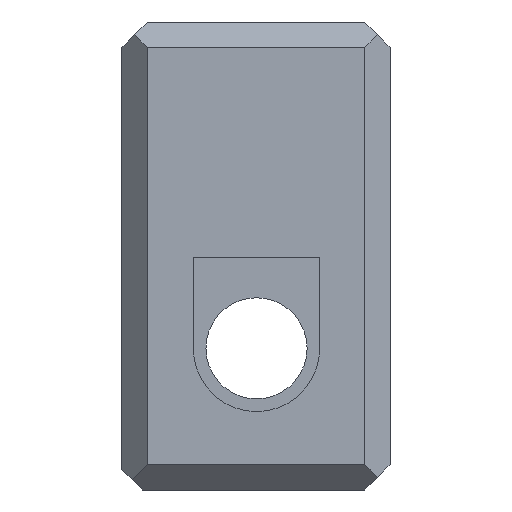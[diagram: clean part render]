
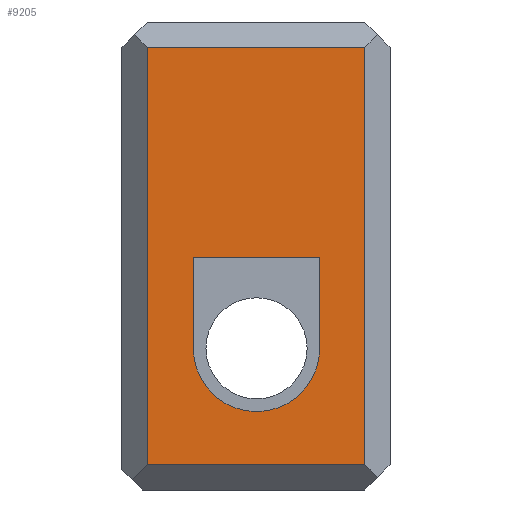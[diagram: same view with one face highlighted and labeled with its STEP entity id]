
A CAD part, front view. The second image highlights one B-rep face of the part: STEP entity #9205.
In plain terms, the highlighted planar face has unit normal (0, -1, 0).
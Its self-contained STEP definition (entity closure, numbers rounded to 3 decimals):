
#132 = VERTEX_POINT ( 'NONE', #8868 ) ;
#694 = DIRECTION ( 'NONE',  ( -1., 0., 0. ) ) ;
#1152 = ORIENTED_EDGE ( 'NONE', *, *, #2391, .T. ) ;
#1411 = CARTESIAN_POINT ( 'NONE',  ( 0., 0.15, -8. ) ) ;
#1528 = CARTESIAN_POINT ( 'NONE',  ( -9.68, 0.15, 0.2 ) ) ;
#1933 = ORIENTED_EDGE ( 'NONE', *, *, #16351, .T. ) ;
#2145 = VECTOR ( 'NONE', #16085, 1000. ) ;
#2391 = EDGE_CURVE ( 'NONE', #6525, #11681, #17934, .T. ) ;
#2407 = CARTESIAN_POINT ( 'NONE',  ( -4.68, 0.15, 0.2 ) ) ;
#2595 = DIRECTION ( 'NONE',  ( 1., 0., 0. ) ) ;
#3232 = VERTEX_POINT ( 'NONE', #19758 ) ;
#3249 = CARTESIAN_POINT ( 'NONE',  ( -2.9, 0.15, 0. ) ) ;
#4394 = LINE ( 'NONE', #9125, #21347 ) ;
#4612 = ORIENTED_EDGE ( 'NONE', *, *, #10094, .T. ) ;
#5081 = EDGE_CURVE ( 'NONE', #132, #6587, #8960, .T. ) ;
#5151 = DIRECTION ( 'NONE',  ( 0., 0., 1. ) ) ;
#5564 = DIRECTION ( 'NONE',  ( 0., 1., 0. ) ) ;
#6525 = VERTEX_POINT ( 'NONE', #24591 ) ;
#6535 = DIRECTION ( 'NONE',  ( 0., 1., 0. ) ) ;
#6587 = VERTEX_POINT ( 'NONE', #19391 ) ;
#7109 = LINE ( 'NONE', #20589, #9165 ) ;
#7212 = DIRECTION ( 'NONE',  ( 0., 0., -1. ) ) ;
#7369 = VERTEX_POINT ( 'NONE', #11235 ) ;
#8868 = CARTESIAN_POINT ( 'NONE',  ( -4.68, 0.15, -3.4 ) ) ;
#8960 = CIRCLE ( 'NONE', #10695, 2.5 ) ;
#9104 = LINE ( 'NONE', #19351, #12598 ) ;
#9112 = CARTESIAN_POINT ( 'NONE',  ( -7.18, 0.15, -3.4 ) ) ;
#9125 = CARTESIAN_POINT ( 'NONE',  ( 0., 0.15, 8.5 ) ) ;
#9165 = VECTOR ( 'NONE', #20183, 1000. ) ;
#9205 = ADVANCED_FACE ( 'NONE', ( #25202, #19045 ), #12884, .T. ) ;
#9722 = ORIENTED_EDGE ( 'NONE', *, *, #24090, .T. ) ;
#9887 = VECTOR ( 'NONE', #2595, 1000. ) ;
#10094 = EDGE_CURVE ( 'NONE', #3232, #18065, #7109, .T. ) ;
#10148 = CARTESIAN_POINT ( 'NONE',  ( -11.5, 0.15, -8. ) ) ;
#10252 = EDGE_LOOP ( 'NONE', ( #9722, #25528, #14037, #22097, #4612 ) ) ;
#10695 = AXIS2_PLACEMENT_3D ( 'NONE', #9112, #5564, #7212 ) ;
#11235 = CARTESIAN_POINT ( 'NONE',  ( -11.5, 0.15, 8.5 ) ) ;
#11681 = VERTEX_POINT ( 'NONE', #18452 ) ;
#11887 = VECTOR ( 'NONE', #5151, 1000. ) ;
#12230 = EDGE_CURVE ( 'NONE', #14079, #132, #14637, .T. ) ;
#12421 = ORIENTED_EDGE ( 'NONE', *, *, #12670, .T. ) ;
#12598 = VECTOR ( 'NONE', #17425, 1000. ) ;
#12670 = EDGE_CURVE ( 'NONE', #11681, #7369, #4394, .T. ) ;
#12884 = PLANE ( 'NONE',  #19558 ) ;
#13061 = DIRECTION ( 'NONE',  ( 0., 0., -1. ) ) ;
#14037 = ORIENTED_EDGE ( 'NONE', *, *, #5081, .T. ) ;
#14079 = VERTEX_POINT ( 'NONE', #24342 ) ;
#14637 = LINE ( 'NONE', #2407, #22749 ) ;
#15379 = DIRECTION ( 'NONE',  ( 0., 0., -1. ) ) ;
#15647 = VERTEX_POINT ( 'NONE', #10148 ) ;
#16085 = DIRECTION ( 'NONE',  ( 0., 0., -1. ) ) ;
#16351 = EDGE_CURVE ( 'NONE', #7369, #15647, #25956, .T. ) ;
#16838 = ORIENTED_EDGE ( 'NONE', *, *, #22817, .T. ) ;
#17045 = CARTESIAN_POINT ( 'NONE',  ( -7.18, 0.15, -3.4 ) ) ;
#17425 = DIRECTION ( 'NONE',  ( 1., 0., 0. ) ) ;
#17934 = LINE ( 'NONE', #3249, #11887 ) ;
#18065 = VERTEX_POINT ( 'NONE', #1528 ) ;
#18452 = CARTESIAN_POINT ( 'NONE',  ( -2.9, 0.15, 8.5 ) ) ;
#18909 = DIRECTION ( 'NONE',  ( 0., 0., -1. ) ) ;
#19045 = FACE_BOUND ( 'NONE', #10252, .T. ) ;
#19351 = CARTESIAN_POINT ( 'NONE',  ( 0.02, 0.15, 0.2 ) ) ;
#19391 = CARTESIAN_POINT ( 'NONE',  ( -7.18, 0.15, -5.9 ) ) ;
#19558 = AXIS2_PLACEMENT_3D ( 'NONE', #23164, #23582, #15379 ) ;
#19758 = CARTESIAN_POINT ( 'NONE',  ( -9.68, 0.15, -3.4 ) ) ;
#19870 = EDGE_LOOP ( 'NONE', ( #16838, #1152, #12421, #1933 ) ) ;
#20080 = LINE ( 'NONE', #1411, #9887 ) ;
#20183 = DIRECTION ( 'NONE',  ( 0., 0., 1. ) ) ;
#20589 = CARTESIAN_POINT ( 'NONE',  ( -9.68, 0.15, -0.6 ) ) ;
#21347 = VECTOR ( 'NONE', #694, 1000. ) ;
#22097 = ORIENTED_EDGE ( 'NONE', *, *, #26251, .T. ) ;
#22749 = VECTOR ( 'NONE', #18909, 1000. ) ;
#22817 = EDGE_CURVE ( 'NONE', #15647, #6525, #20080, .T. ) ;
#23164 = CARTESIAN_POINT ( 'NONE',  ( 0., 0.15, 0. ) ) ;
#23582 = DIRECTION ( 'NONE',  ( 0., -1., 0. ) ) ;
#24038 = CIRCLE ( 'NONE', #24896, 2.5 ) ;
#24090 = EDGE_CURVE ( 'NONE', #18065, #14079, #9104, .T. ) ;
#24342 = CARTESIAN_POINT ( 'NONE',  ( -4.68, 0.15, 0.2 ) ) ;
#24591 = CARTESIAN_POINT ( 'NONE',  ( -2.9, 0.15, -8. ) ) ;
#24896 = AXIS2_PLACEMENT_3D ( 'NONE', #17045, #6535, #13061 ) ;
#25202 = FACE_OUTER_BOUND ( 'NONE', #19870, .T. ) ;
#25528 = ORIENTED_EDGE ( 'NONE', *, *, #12230, .T. ) ;
#25956 = LINE ( 'NONE', #26368, #2145 ) ;
#26251 = EDGE_CURVE ( 'NONE', #6587, #3232, #24038, .T. ) ;
#26368 = CARTESIAN_POINT ( 'NONE',  ( -11.5, 0.15, 0. ) ) ;
